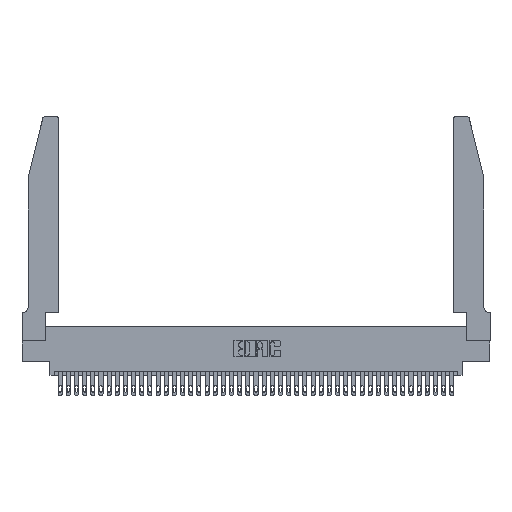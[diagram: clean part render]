
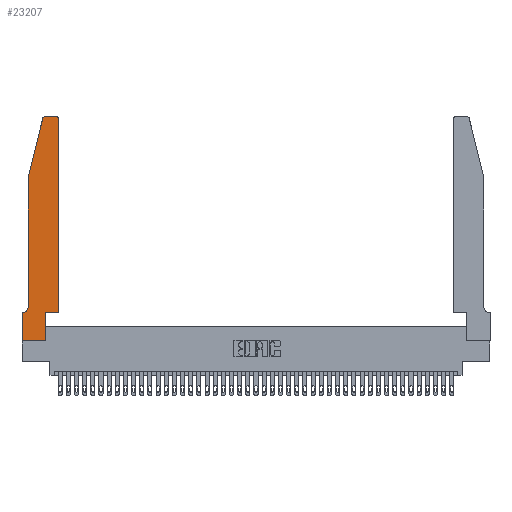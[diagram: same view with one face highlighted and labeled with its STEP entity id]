
A CAD part, top view. The second image highlights one B-rep face of the part: STEP entity #23207.
In plain terms, the highlighted planar face has unit normal (0, 0, 1).
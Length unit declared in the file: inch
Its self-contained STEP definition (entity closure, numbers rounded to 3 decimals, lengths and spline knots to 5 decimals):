
#413 = VERTEX_POINT ( 'NONE', #25673 ) ;
#423 = LINE ( 'NONE', #24881, #29694 ) ;
#721 = ORIENTED_EDGE ( 'NONE', *, *, #13259, .T. ) ;
#1015 = LINE ( 'NONE', #15639, #22035 ) ;
#2187 = DIRECTION ( 'NONE',  ( -1., 0., 0. ) ) ;
#3212 = ORIENTED_EDGE ( 'NONE', *, *, #17808, .T. ) ;
#3965 = EDGE_CURVE ( 'NONE', #26842, #34784, #1015, .T. ) ;
#4746 = CARTESIAN_POINT ( 'NONE',  ( 0.2865, 0., 0.37 ) ) ;
#4975 = FACE_OUTER_BOUND ( 'NONE', #38705, .T. ) ;
#4991 = EDGE_CURVE ( 'NONE', #34784, #24034, #28287, .T. ) ;
#5317 = CARTESIAN_POINT ( 'NONE',  ( 0., 0., 0.37 ) ) ;
#5521 = VECTOR ( 'NONE', #14955, 39.37008 ) ;
#6137 = AXIS2_PLACEMENT_3D ( 'NONE', #29610, #26434, #32861 ) ;
#6697 = PLANE ( 'NONE',  #6137 ) ;
#7311 = ORIENTED_EDGE ( 'NONE', *, *, #34419, .T. ) ;
#7388 = CARTESIAN_POINT ( 'NONE',  ( 0.2865, 0.35, 0.37 ) ) ;
#8265 = CARTESIAN_POINT ( 'NONE',  ( 0.4505, 0.35, 0.37 ) ) ;
#8364 = CARTESIAN_POINT ( 'NONE',  ( 0.2865, 0.35, 0.37 ) ) ;
#8486 = VERTEX_POINT ( 'NONE', #26634 ) ;
#8834 = CARTESIAN_POINT ( 'NONE',  ( 0.0755, 2., 0.37 ) ) ;
#8923 = DIRECTION ( 'NONE',  ( 0., -1., 0. ) ) ;
#9085 = DIRECTION ( 'NONE',  ( -1., 0., 0. ) ) ;
#9874 = VERTEX_POINT ( 'NONE', #18650 ) ;
#9982 = EDGE_CURVE ( 'NONE', #9874, #39734, #37692, .T. ) ;
#11410 = CARTESIAN_POINT ( 'NONE',  ( 0.2605, 2.75, 0.37 ) ) ;
#12102 = CARTESIAN_POINT ( 'NONE',  ( 0.0755, 0.42, 0.37 ) ) ;
#12681 = VECTOR ( 'NONE', #23472, 39.37008 ) ;
#12710 = DIRECTION ( 'NONE',  ( 1., 0., 0. ) ) ;
#13044 = EDGE_CURVE ( 'NONE', #24034, #13477, #18819, .T. ) ;
#13242 = ORIENTED_EDGE ( 'NONE', *, *, #9982, .T. ) ;
#13259 = EDGE_CURVE ( 'NONE', #39734, #8486, #42312, .T. ) ;
#13477 = VERTEX_POINT ( 'NONE', #7388 ) ;
#13834 = ORIENTED_EDGE ( 'NONE', *, *, #13044, .T. ) ;
#13909 = CARTESIAN_POINT ( 'NONE',  ( 0.0755, 0.35, 0.37 ) ) ;
#14782 = CARTESIAN_POINT ( 'NONE',  ( 0.284, 2.75, 0.37 ) ) ;
#14955 = DIRECTION ( 'NONE',  ( 0., 1., 0. ) ) ;
#15639 = CARTESIAN_POINT ( 'NONE',  ( 0., 0., 0.37 ) ) ;
#17259 = ORIENTED_EDGE ( 'NONE', *, *, #22425, .T. ) ;
#17808 = EDGE_CURVE ( 'NONE', #32669, #41677, #423, .T. ) ;
#18122 = EDGE_CURVE ( 'NONE', #31769, #23857, #20399, .T. ) ;
#18269 = LINE ( 'NONE', #38457, #23860 ) ;
#18650 = CARTESIAN_POINT ( 'NONE',  ( 0.4205, 2.75, 0.37 ) ) ;
#18702 = DIRECTION ( 'NONE',  ( 0., -1., 0. ) ) ;
#18819 = LINE ( 'NONE', #8364, #5521 ) ;
#19521 = CARTESIAN_POINT ( 'NONE',  ( 0.0755, 2., 0.37 ) ) ;
#20399 = LINE ( 'NONE', #8834, #36266 ) ;
#20416 = CIRCLE ( 'NONE', #21145, 0.07 ) ;
#20624 = AXIS2_PLACEMENT_3D ( 'NONE', #28431, #34566, #12710 ) ;
#20968 = ORIENTED_EDGE ( 'NONE', *, *, #3965, .T. ) ;
#21145 = AXIS2_PLACEMENT_3D ( 'NONE', #41189, #35216, #2187 ) ;
#21332 = LINE ( 'NONE', #13909, #12681 ) ;
#22035 = VECTOR ( 'NONE', #8923, 39.37008 ) ;
#22238 = CARTESIAN_POINT ( 'NONE',  ( 0., 0.35, 0.37 ) ) ;
#22425 = EDGE_CURVE ( 'NONE', #23857, #413, #20416, .T. ) ;
#23207 = ADVANCED_FACE ( 'NONE', ( #4975 ), #6697, .T. ) ;
#23389 = CARTESIAN_POINT ( 'NONE',  ( 0.4505, 0.35, 0.37 ) ) ;
#23472 = DIRECTION ( 'NONE',  ( -1., 0., 0. ) ) ;
#23857 = VERTEX_POINT ( 'NONE', #12102 ) ;
#23860 = VECTOR ( 'NONE', #31893, 39.37008 ) ;
#24034 = VERTEX_POINT ( 'NONE', #4746 ) ;
#24881 = CARTESIAN_POINT ( 'NONE',  ( 0.4505, 0.35, 0.37 ) ) ;
#25644 = ORIENTED_EDGE ( 'NONE', *, *, #18122, .T. ) ;
#25673 = CARTESIAN_POINT ( 'NONE',  ( 0.0055, 0.35, 0.37 ) ) ;
#25768 = ORIENTED_EDGE ( 'NONE', *, *, #28732, .T. ) ;
#26434 = DIRECTION ( 'NONE',  ( 0., 0., 1. ) ) ;
#26634 = CARTESIAN_POINT ( 'NONE',  ( 0.25487, 2.72718, 0.37 ) ) ;
#26703 = DIRECTION ( 'NONE',  ( 1., 0., 0. ) ) ;
#26842 = VERTEX_POINT ( 'NONE', #22238 ) ;
#28287 = LINE ( 'NONE', #5317, #33887 ) ;
#28431 = CARTESIAN_POINT ( 'NONE',  ( 0.284, 2.72, 0.37 ) ) ;
#28732 = EDGE_CURVE ( 'NONE', #13477, #32669, #39080, .T. ) ;
#29610 = CARTESIAN_POINT ( 'NONE',  ( 0., 0.35, 0.37 ) ) ;
#29694 = VECTOR ( 'NONE', #38754, 39.37008 ) ;
#30904 = CIRCLE ( 'NONE', #39299, 0.03 ) ;
#31538 = VECTOR ( 'NONE', #9085, 39.37008 ) ;
#31769 = VERTEX_POINT ( 'NONE', #19521 ) ;
#31893 = DIRECTION ( 'NONE',  ( -0.239, -0.971, 0. ) ) ;
#32389 = ORIENTED_EDGE ( 'NONE', *, *, #4991, .T. ) ;
#32669 = VERTEX_POINT ( 'NONE', #8265 ) ;
#32861 = DIRECTION ( 'NONE',  ( 1., 0., 0. ) ) ;
#33887 = VECTOR ( 'NONE', #35636, 39.37008 ) ;
#34419 = EDGE_CURVE ( 'NONE', #413, #26842, #21332, .T. ) ;
#34566 = DIRECTION ( 'NONE',  ( 0., 0., 1. ) ) ;
#34630 = CARTESIAN_POINT ( 'NONE',  ( 0., 0., 0.37 ) ) ;
#34784 = VERTEX_POINT ( 'NONE', #34630 ) ;
#34873 = EDGE_CURVE ( 'NONE', #8486, #31769, #18269, .T. ) ;
#35216 = DIRECTION ( 'NONE',  ( 0., 0., -1. ) ) ;
#35636 = DIRECTION ( 'NONE',  ( 1., 0., 0. ) ) ;
#35699 = DIRECTION ( 'NONE',  ( 0., 0., 1. ) ) ;
#36266 = VECTOR ( 'NONE', #18702, 39.37008 ) ;
#36406 = ORIENTED_EDGE ( 'NONE', *, *, #34873, .T. ) ;
#37544 = VECTOR ( 'NONE', #26703, 39.37008 ) ;
#37692 = LINE ( 'NONE', #11410, #31538 ) ;
#37701 = ORIENTED_EDGE ( 'NONE', *, *, #38407, .T. ) ;
#38407 = EDGE_CURVE ( 'NONE', #41677, #9874, #30904, .T. ) ;
#38457 = CARTESIAN_POINT ( 'NONE',  ( 0.0755, 2., 0.37 ) ) ;
#38705 = EDGE_LOOP ( 'NONE', ( #13242, #721, #36406, #25644, #17259, #7311, #20968, #32389, #13834, #25768, #3212, #37701 ) ) ;
#38754 = DIRECTION ( 'NONE',  ( 0., 1., 0. ) ) ;
#39073 = CARTESIAN_POINT ( 'NONE',  ( 0.4505, 2.72, 0.37 ) ) ;
#39080 = LINE ( 'NONE', #23389, #37544 ) ;
#39108 = DIRECTION ( 'NONE',  ( 1., 0., 0. ) ) ;
#39299 = AXIS2_PLACEMENT_3D ( 'NONE', #42234, #35699, #39108 ) ;
#39734 = VERTEX_POINT ( 'NONE', #14782 ) ;
#41189 = CARTESIAN_POINT ( 'NONE',  ( 0.0055, 0.42, 0.37 ) ) ;
#41677 = VERTEX_POINT ( 'NONE', #39073 ) ;
#42234 = CARTESIAN_POINT ( 'NONE',  ( 0.4205, 2.72, 0.37 ) ) ;
#42312 = CIRCLE ( 'NONE', #20624, 0.03 ) ;
